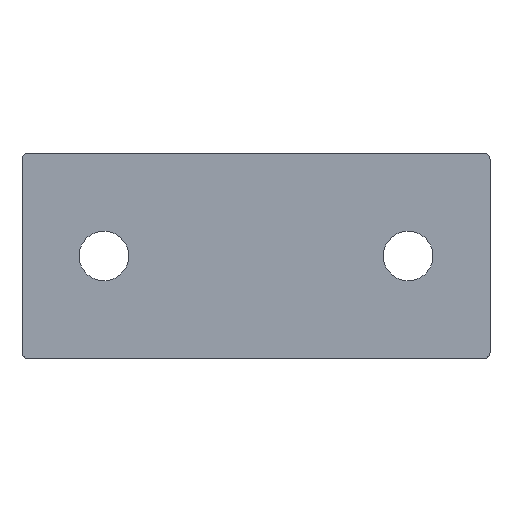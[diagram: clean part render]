
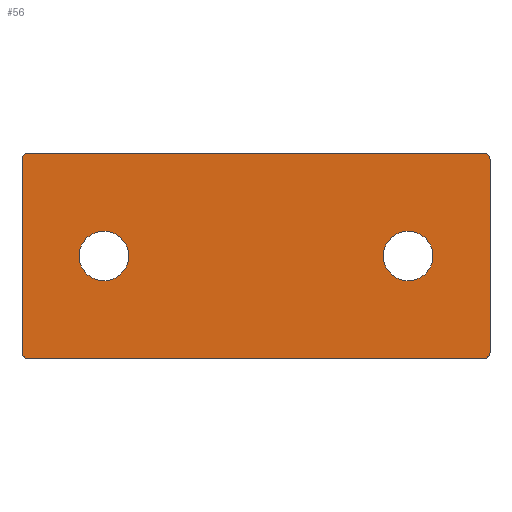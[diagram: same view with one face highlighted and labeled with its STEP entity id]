
A CAD part, top view. The second image highlights one B-rep face of the part: STEP entity #56.
In plain terms, the highlighted planar face has unit normal (0, 0, 1).
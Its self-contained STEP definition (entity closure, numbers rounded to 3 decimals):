
#2 = CARTESIAN_POINT ( 'NONE',  ( -40., -17.5, 2.5 ) ) ;
#22 = VECTOR ( 'NONE', #98, 1000. ) ;
#31 = ORIENTED_EDGE ( 'NONE', *, *, #111, .T. ) ;
#32 = DIRECTION ( 'NONE',  ( 0., 0., 1. ) ) ;
#35 = VECTOR ( 'NONE', #69, 1000. ) ;
#42 = CIRCLE ( 'NONE', #293, 1. ) ;
#46 = CARTESIAN_POINT ( 'NONE',  ( -40., 16.5, 2.5 ) ) ;
#52 = DIRECTION ( 'NONE',  ( 0., 0., 1. ) ) ;
#54 = DIRECTION ( 'NONE',  ( -1., 0., 0. ) ) ;
#56 = ADVANCED_FACE ( 'NONE', ( #214, #186, #348 ), #179, .F. ) ;
#57 = CARTESIAN_POINT ( 'NONE',  ( 39., -16.5, 2.5 ) ) ;
#63 = VERTEX_POINT ( 'NONE', #314 ) ;
#65 = CARTESIAN_POINT ( 'NONE',  ( -39., 17.5, 2.5 ) ) ;
#67 = ORIENTED_EDGE ( 'NONE', *, *, #291, .T. ) ;
#69 = DIRECTION ( 'NONE',  ( 1., 0., 0. ) ) ;
#72 = ORIENTED_EDGE ( 'NONE', *, *, #156, .F. ) ;
#87 = CARTESIAN_POINT ( 'NONE',  ( 40., 16.5, 2.5 ) ) ;
#90 = CARTESIAN_POINT ( 'NONE',  ( 40., -17.5, 2.5 ) ) ;
#93 = DIRECTION ( 'NONE',  ( 0., 1., 0. ) ) ;
#95 = DIRECTION ( 'NONE',  ( 0., 0., 1. ) ) ;
#96 = EDGE_CURVE ( 'NONE', #416, #152, #352, .T. ) ;
#98 = DIRECTION ( 'NONE',  ( 0., -1., 0. ) ) ;
#106 = ORIENTED_EDGE ( 'NONE', *, *, #251, .T. ) ;
#110 = EDGE_CURVE ( 'NONE', #305, #202, #174, .T. ) ;
#111 = EDGE_CURVE ( 'NONE', #63, #514, #260, .T. ) ;
#117 = EDGE_LOOP ( 'NONE', ( #72, #474 ) ) ;
#124 = CARTESIAN_POINT ( 'NONE',  ( -40., 17.5, 2.5 ) ) ;
#130 = CARTESIAN_POINT ( 'NONE',  ( -39., -16.5, 2.5 ) ) ;
#132 = VECTOR ( 'NONE', #93, 1000. ) ;
#137 = CARTESIAN_POINT ( 'NONE',  ( 26., 0., 2.5 ) ) ;
#139 = LINE ( 'NONE', #466, #22 ) ;
#142 = ORIENTED_EDGE ( 'NONE', *, *, #96, .F. ) ;
#149 = CIRCLE ( 'NONE', #360, 4.25 ) ;
#152 = VERTEX_POINT ( 'NONE', #212 ) ;
#154 = CIRCLE ( 'NONE', #432, 4.25 ) ;
#156 = EDGE_CURVE ( 'NONE', #482, #289, #413, .T. ) ;
#174 = LINE ( 'NONE', #124, #400 ) ;
#177 = CARTESIAN_POINT ( 'NONE',  ( -21.75, 0., 2.5 ) ) ;
#179 = PLANE ( 'NONE',  #284 ) ;
#186 = FACE_BOUND ( 'NONE', #430, .T. ) ;
#192 = EDGE_CURVE ( 'NONE', #405, #305, #347, .T. ) ;
#197 = ORIENTED_EDGE ( 'NONE', *, *, #419, .T. ) ;
#202 = VERTEX_POINT ( 'NONE', #65 ) ;
#203 = DIRECTION ( 'NONE',  ( -1., 0., 0. ) ) ;
#204 = EDGE_CURVE ( 'NONE', #152, #416, #149, .T. ) ;
#208 = CARTESIAN_POINT ( 'NONE',  ( 26., 0., 2.5 ) ) ;
#210 = DIRECTION ( 'NONE',  ( 0., 0., 1. ) ) ;
#212 = CARTESIAN_POINT ( 'NONE',  ( -30.25, 0., 2.5 ) ) ;
#214 = FACE_OUTER_BOUND ( 'NONE', #345, .T. ) ;
#215 = CARTESIAN_POINT ( 'NONE',  ( 30.25, 0., 2.5 ) ) ;
#228 = DIRECTION ( 'NONE',  ( 1., 0., 0. ) ) ;
#232 = ORIENTED_EDGE ( 'NONE', *, *, #192, .T. ) ;
#241 = VERTEX_POINT ( 'NONE', #336 ) ;
#242 = CIRCLE ( 'NONE', #320, 1. ) ;
#251 = EDGE_CURVE ( 'NONE', #241, #516, #42, .T. ) ;
#253 = CARTESIAN_POINT ( 'NONE',  ( 39., 17.5, 2.5 ) ) ;
#254 = ORIENTED_EDGE ( 'NONE', *, *, #110, .T. ) ;
#260 = CIRCLE ( 'NONE', #366, 1. ) ;
#264 = CARTESIAN_POINT ( 'NONE',  ( 40., -16.5, 2.5 ) ) ;
#267 = ORIENTED_EDGE ( 'NONE', *, *, #204, .F. ) ;
#275 = AXIS2_PLACEMENT_3D ( 'NONE', #287, #210, #461 ) ;
#280 = EDGE_CURVE ( 'NONE', #514, #241, #387, .T. ) ;
#284 = AXIS2_PLACEMENT_3D ( 'NONE', #376, #341, #512 ) ;
#287 = CARTESIAN_POINT ( 'NONE',  ( -26., 0., 2.5 ) ) ;
#289 = VERTEX_POINT ( 'NONE', #215 ) ;
#291 = EDGE_CURVE ( 'NONE', #516, #405, #292, .T. ) ;
#292 = LINE ( 'NONE', #90, #132 ) ;
#293 = AXIS2_PLACEMENT_3D ( 'NONE', #57, #464, #203 ) ;
#305 = VERTEX_POINT ( 'NONE', #253 ) ;
#310 = ORIENTED_EDGE ( 'NONE', *, *, #451, .T. ) ;
#314 = CARTESIAN_POINT ( 'NONE',  ( -40., -16.5, 2.5 ) ) ;
#320 = AXIS2_PLACEMENT_3D ( 'NONE', #340, #32, #515 ) ;
#321 = AXIS2_PLACEMENT_3D ( 'NONE', #410, #424, #334 ) ;
#334 = DIRECTION ( 'NONE',  ( -1., 0., 0. ) ) ;
#336 = CARTESIAN_POINT ( 'NONE',  ( 39., -17.5, 2.5 ) ) ;
#339 = VERTEX_POINT ( 'NONE', #46 ) ;
#340 = CARTESIAN_POINT ( 'NONE',  ( -39., 16.5, 2.5 ) ) ;
#341 = DIRECTION ( 'NONE',  ( 0., 0., -1. ) ) ;
#345 = EDGE_LOOP ( 'NONE', ( #197, #31, #524, #106, #67, #232, #254, #310 ) ) ;
#347 = CIRCLE ( 'NONE', #321, 1. ) ;
#348 = FACE_BOUND ( 'NONE', #117, .T. ) ;
#352 = CIRCLE ( 'NONE', #275, 4.25 ) ;
#360 = AXIS2_PLACEMENT_3D ( 'NONE', #386, #391, #471 ) ;
#366 = AXIS2_PLACEMENT_3D ( 'NONE', #130, #95, #54 ) ;
#371 = DIRECTION ( 'NONE',  ( 1., 0., 0. ) ) ;
#376 = CARTESIAN_POINT ( 'NONE',  ( 0., 0., 2.5 ) ) ;
#386 = CARTESIAN_POINT ( 'NONE',  ( -26., 0., 2.5 ) ) ;
#387 = LINE ( 'NONE', #2, #35 ) ;
#391 = DIRECTION ( 'NONE',  ( 0., 0., 1. ) ) ;
#400 = VECTOR ( 'NONE', #418, 1000. ) ;
#405 = VERTEX_POINT ( 'NONE', #87 ) ;
#410 = CARTESIAN_POINT ( 'NONE',  ( 39., 16.5, 2.5 ) ) ;
#413 = CIRCLE ( 'NONE', #457, 4.25 ) ;
#415 = EDGE_CURVE ( 'NONE', #289, #482, #154, .T. ) ;
#416 = VERTEX_POINT ( 'NONE', #177 ) ;
#418 = DIRECTION ( 'NONE',  ( -1., 0., 0. ) ) ;
#419 = EDGE_CURVE ( 'NONE', #339, #63, #139, .T. ) ;
#424 = DIRECTION ( 'NONE',  ( 0., 0., 1. ) ) ;
#426 = DIRECTION ( 'NONE',  ( 0., 0., 1. ) ) ;
#429 = CARTESIAN_POINT ( 'NONE',  ( 21.75, 0., 2.5 ) ) ;
#430 = EDGE_LOOP ( 'NONE', ( #267, #142 ) ) ;
#432 = AXIS2_PLACEMENT_3D ( 'NONE', #208, #426, #228 ) ;
#435 = CARTESIAN_POINT ( 'NONE',  ( -39., -17.5, 2.5 ) ) ;
#451 = EDGE_CURVE ( 'NONE', #202, #339, #242, .T. ) ;
#457 = AXIS2_PLACEMENT_3D ( 'NONE', #137, #52, #371 ) ;
#461 = DIRECTION ( 'NONE',  ( 1., 0., 0. ) ) ;
#464 = DIRECTION ( 'NONE',  ( 0., 0., 1. ) ) ;
#466 = CARTESIAN_POINT ( 'NONE',  ( -40., -17.5, 2.5 ) ) ;
#471 = DIRECTION ( 'NONE',  ( 1., 0., 0. ) ) ;
#474 = ORIENTED_EDGE ( 'NONE', *, *, #415, .F. ) ;
#482 = VERTEX_POINT ( 'NONE', #429 ) ;
#512 = DIRECTION ( 'NONE',  ( -1., 0., 0. ) ) ;
#514 = VERTEX_POINT ( 'NONE', #435 ) ;
#515 = DIRECTION ( 'NONE',  ( -1., 0., 0. ) ) ;
#516 = VERTEX_POINT ( 'NONE', #264 ) ;
#524 = ORIENTED_EDGE ( 'NONE', *, *, #280, .T. ) ;
